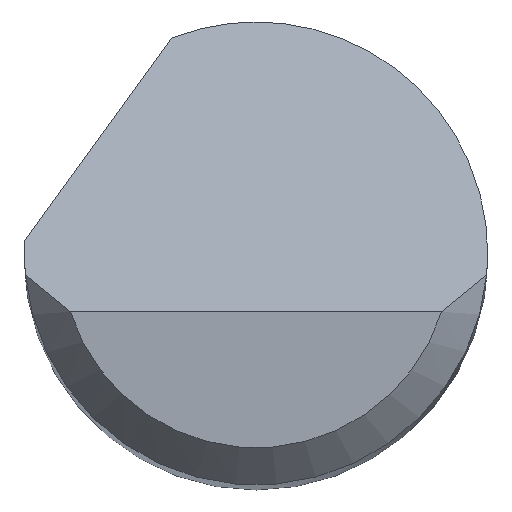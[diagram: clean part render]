
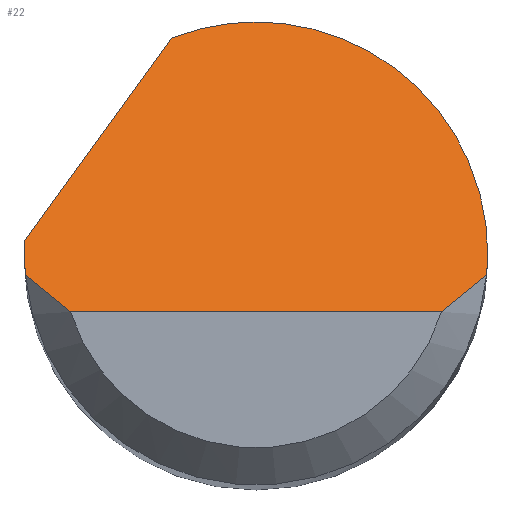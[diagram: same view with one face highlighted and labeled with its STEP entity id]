
A CAD part, top view. The second image highlights one B-rep face of the part: STEP entity #22.
In plain terms, the highlighted planar face has unit normal (0, 0.707, 0.707).
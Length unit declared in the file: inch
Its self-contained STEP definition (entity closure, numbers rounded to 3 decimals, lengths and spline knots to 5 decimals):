
#7 = VERTEX_POINT ( 'NONE', #366 ) ;
#22 = ADVANCED_FACE ( 'NONE', ( #585 ), #213, .F. ) ;
#44 = CARTESIAN_POINT ( 'NONE',  ( -0.09371, 0.00333, 1.97292 ) ) ;
#53 = CARTESIAN_POINT ( 'NONE',  ( 0.09334, -0.00875, 1.985 ) ) ;
#57 = ORIENTED_EDGE ( 'NONE', *, *, #624, .F. ) ;
#67 = CARTESIAN_POINT ( 'NONE',  ( -0.09334, -0.00875, 1.985 ) ) ;
#69 = ORIENTED_EDGE ( 'NONE', *, *, #669, .F. ) ;
#70 =( BOUNDED_CURVE ( )  B_SPLINE_CURVE ( 3, ( #375, #272, #584, #53 ),
 .UNSPECIFIED., .F., .T. ) 
 B_SPLINE_CURVE_WITH_KNOTS ( ( 4, 4 ),
 ( 1.5708, 1.66427 ),
 .UNSPECIFIED. ) 
 CURVE ( )  GEOMETRIC_REPRESENTATION_ITEM ( )  RATIONAL_B_SPLINE_CURVE ( ( 1., 0.999, 0.999, 1. ) ) 
 REPRESENTATION_ITEM ( '' )  );
#74 = CARTESIAN_POINT ( 'NONE',  ( -0.09334, -0.00875, 1.985 ) ) ;
#80 = ORIENTED_EDGE ( 'NONE', *, *, #665, .F. ) ;
#81 = CARTESIAN_POINT ( 'NONE',  ( 0.07508, -0.02375, 2. ) ) ;
#87 = VECTOR ( 'NONE', #235, 39.37008 ) ;
#88 = VERTEX_POINT ( 'NONE', #149 ) ;
#104 = EDGE_LOOP ( 'NONE', ( #532, #168, #460, #80, #57, #69, #528, #205 ) ) ;
#107 = AXIS2_PLACEMENT_3D ( 'NONE', #269, #339, #446 ) ;
#109 = VECTOR ( 'NONE', #172, 39.37008 ) ;
#117 =( BOUNDED_CURVE ( )  B_SPLINE_CURVE ( 3, ( #74, #603, #400, #350 ),
 .UNSPECIFIED., .F., .T. ) 
 B_SPLINE_CURVE_WITH_KNOTS ( ( 4, 4 ),
 ( 4.61892, 4.71239 ),
 .UNSPECIFIED. ) 
 CURVE ( )  GEOMETRIC_REPRESENTATION_ITEM ( )  RATIONAL_B_SPLINE_CURVE ( ( 1., 0.999, 0.999, 1. ) ) 
 REPRESENTATION_ITEM ( '' )  );
#122 = CARTESIAN_POINT ( 'NONE',  ( -0.09375, 0., 1.97625 ) ) ;
#125 = LINE ( 'NONE', #344, #87 ) ;
#136 = CARTESIAN_POINT ( 'NONE',  ( 0.03379, 0.11369, 1.86256 ) ) ;
#139 = VERTEX_POINT ( 'NONE', #332 ) ;
#142 = CARTESIAN_POINT ( 'NONE',  ( 0.09375, 0.07266, 1.90359 ) ) ;
#149 = CARTESIAN_POINT ( 'NONE',  ( -0.03394, 0.08739, 1.88886 ) ) ;
#168 = ORIENTED_EDGE ( 'NONE', *, *, #635, .T. ) ;
#172 = DIRECTION ( 'NONE',  ( 0.456, 0.629, -0.629 ) ) ;
#183 = CARTESIAN_POINT ( 'NONE',  ( -0.08761, -0.01397, 1.99022 ) ) ;
#195 = CARTESIAN_POINT ( 'NONE',  ( 0.08761, -0.01397, 1.99022 ) ) ;
#205 = ORIENTED_EDGE ( 'NONE', *, *, #260, .T. ) ;
#210 = CARTESIAN_POINT ( 'NONE',  ( -0.09362, 0.005, 1.97125 ) ) ;
#213 = PLANE ( 'NONE',  #107 ) ;
#216 =( BOUNDED_CURVE ( )  B_SPLINE_CURVE ( 3, ( #418, #362, #44, #621 ),
 .UNSPECIFIED., .F., .T. ) 
 B_SPLINE_CURVE_WITH_KNOTS ( ( 4, 4 ),
 ( 4.71239, 4.76575 ),
 .UNSPECIFIED. ) 
 CURVE ( )  GEOMETRIC_REPRESENTATION_ITEM ( )  RATIONAL_B_SPLINE_CURVE ( ( 1., 1., 1., 1. ) ) 
 REPRESENTATION_ITEM ( '' )  );
#219 = LINE ( 'NONE', #636, #109 ) ;
#221 = B_SPLINE_CURVE_WITH_KNOTS ( 'NONE', 3,
 ( #279, #491, #195, #661 ),
 .UNSPECIFIED., .F., .F.,
 ( 4, 4 ),
 ( 0., 0.00071 ),
 .UNSPECIFIED. ) ;
#235 = DIRECTION ( 'NONE',  ( 1., 0., 0. ) ) ;
#252 = CARTESIAN_POINT ( 'NONE',  ( 0.09334, -0.00875, 1.985 ) ) ;
#260 = EDGE_CURVE ( 'NONE', #506, #7, #487, .T. ) ;
#269 = CARTESIAN_POINT ( 'NONE',  ( -0.09375, -0.02375, 2. ) ) ;
#272 = CARTESIAN_POINT ( 'NONE',  ( 0.09375, -0.00292, 1.97917 ) ) ;
#279 = CARTESIAN_POINT ( 'NONE',  ( 0.07508, -0.02375, 2. ) ) ;
#332 = CARTESIAN_POINT ( 'NONE',  ( 0.09375, 0., 1.97625 ) ) ;
#339 = DIRECTION ( 'NONE',  ( 0., -0.707, -0.707 ) ) ;
#344 = CARTESIAN_POINT ( 'NONE',  ( 0., -0.02375, 2. ) ) ;
#347 = VERTEX_POINT ( 'NONE', #252 ) ;
#350 = CARTESIAN_POINT ( 'NONE',  ( -0.09375, 0., 1.97625 ) ) ;
#362 = CARTESIAN_POINT ( 'NONE',  ( -0.09375, 0.00167, 1.97458 ) ) ;
#366 = CARTESIAN_POINT ( 'NONE',  ( -0.07508, -0.02375, 2. ) ) ;
#375 = CARTESIAN_POINT ( 'NONE',  ( 0.09375, 0., 1.97625 ) ) ;
#377 = VERTEX_POINT ( 'NONE', #210 ) ;
#400 = CARTESIAN_POINT ( 'NONE',  ( -0.09375, -0.00292, 1.97917 ) ) ;
#401 = CARTESIAN_POINT ( 'NONE',  ( -0.08157, -0.019, 1.99525 ) ) ;
#405 = EDGE_CURVE ( 'NONE', #139, #347, #70, .T. ) ;
#415 =( BOUNDED_CURVE ( )  B_SPLINE_CURVE ( 3, ( #667, #136, #142, #512 ),
 .UNSPECIFIED., .F., .T. ) 
 B_SPLINE_CURVE_WITH_KNOTS ( ( 4, 4 ),
 ( 5.91277, 7.85398 ),
 .UNSPECIFIED. ) 
 CURVE ( )  GEOMETRIC_REPRESENTATION_ITEM ( )  RATIONAL_B_SPLINE_CURVE ( ( 1., 0.71, 0.71, 1. ) ) 
 REPRESENTATION_ITEM ( '' )  );
#418 = CARTESIAN_POINT ( 'NONE',  ( -0.09375, 0., 1.97625 ) ) ;
#446 = DIRECTION ( 'NONE',  ( 0., 0.707, -0.707 ) ) ;
#460 = ORIENTED_EDGE ( 'NONE', *, *, #405, .F. ) ;
#487 = B_SPLINE_CURVE_WITH_KNOTS ( 'NONE', 3,
 ( #649, #183, #401, #604 ),
 .UNSPECIFIED., .F., .F.,
 ( 4, 4 ),
 ( 0., 0.00071 ),
 .UNSPECIFIED. ) ;
#491 = CARTESIAN_POINT ( 'NONE',  ( 0.08157, -0.019, 1.99525 ) ) ;
#506 = VERTEX_POINT ( 'NONE', #67 ) ;
#512 = CARTESIAN_POINT ( 'NONE',  ( 0.09375, 0., 1.97625 ) ) ;
#520 = VERTEX_POINT ( 'NONE', #122 ) ;
#528 = ORIENTED_EDGE ( 'NONE', *, *, #569, .F. ) ;
#532 = ORIENTED_EDGE ( 'NONE', *, *, #583, .T. ) ;
#569 = EDGE_CURVE ( 'NONE', #506, #520, #117, .T. ) ;
#583 = EDGE_CURVE ( 'NONE', #7, #647, #125, .T. ) ;
#584 = CARTESIAN_POINT ( 'NONE',  ( 0.09361, -0.00584, 1.98209 ) ) ;
#585 = FACE_OUTER_BOUND ( 'NONE', #104, .T. ) ;
#603 = CARTESIAN_POINT ( 'NONE',  ( -0.09361, -0.00584, 1.98209 ) ) ;
#604 = CARTESIAN_POINT ( 'NONE',  ( -0.07508, -0.02375, 2. ) ) ;
#621 = CARTESIAN_POINT ( 'NONE',  ( -0.09362, 0.005, 1.97125 ) ) ;
#624 = EDGE_CURVE ( 'NONE', #377, #88, #219, .T. ) ;
#635 = EDGE_CURVE ( 'NONE', #647, #347, #221, .T. ) ;
#636 = CARTESIAN_POINT ( 'NONE',  ( -0.11014, -0.01781, 1.99406 ) ) ;
#647 = VERTEX_POINT ( 'NONE', #81 ) ;
#649 = CARTESIAN_POINT ( 'NONE',  ( -0.09334, -0.00875, 1.985 ) ) ;
#661 = CARTESIAN_POINT ( 'NONE',  ( 0.09334, -0.00875, 1.985 ) ) ;
#665 = EDGE_CURVE ( 'NONE', #88, #139, #415, .T. ) ;
#667 = CARTESIAN_POINT ( 'NONE',  ( -0.03394, 0.08739, 1.88886 ) ) ;
#669 = EDGE_CURVE ( 'NONE', #520, #377, #216, .T. ) ;
